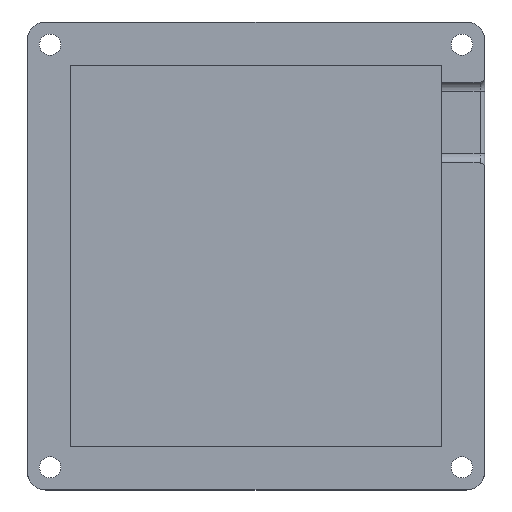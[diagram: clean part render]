
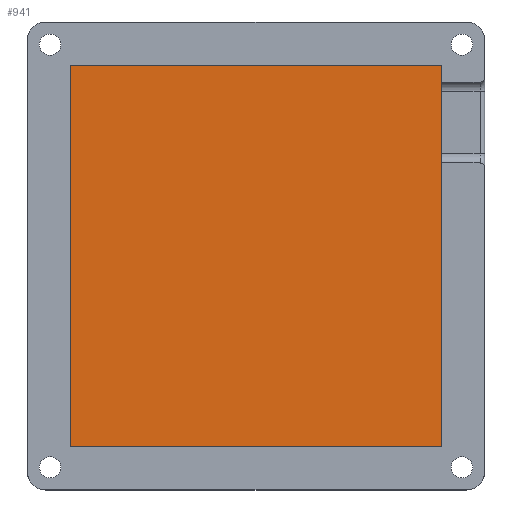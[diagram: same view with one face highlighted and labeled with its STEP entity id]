
A CAD part, top view. The second image highlights one B-rep face of the part: STEP entity #941.
In plain terms, the highlighted planar face has unit normal (0, 0, 1).
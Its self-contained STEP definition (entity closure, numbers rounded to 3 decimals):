
#152=CARTESIAN_POINT('',(-34.987,-43.448,3.));
#153=VERTEX_POINT('',#152);
#154=CARTESIAN_POINT('',(46.849,-43.448,3.));
#155=VERTEX_POINT('',#154);
#156=CARTESIAN_POINT('',(-34.987,-43.448,3.));
#157=DIRECTION('',(1.,0.,-0.));
#158=VECTOR('',#157,81.836);
#159=LINE('',#156,#158);
#160=EDGE_CURVE('',#153,#155,#159,.T.);
#192=CARTESIAN_POINT('',(46.849,40.737,3.));
#193=VERTEX_POINT('',#192);
#194=CARTESIAN_POINT('',(46.849,-43.448,3.));
#195=DIRECTION('',(0.,1.,0.));
#196=VECTOR('',#195,84.185);
#197=LINE('',#194,#196);
#198=EDGE_CURVE('',#155,#193,#197,.T.);
#273=CARTESIAN_POINT('',(-34.987,40.737,3.));
#274=VERTEX_POINT('',#273);
#275=CARTESIAN_POINT('',(46.849,40.737,3.));
#276=DIRECTION('',(-1.,-0.,0.));
#277=VECTOR('',#276,81.836);
#278=LINE('',#275,#277);
#279=EDGE_CURVE('',#193,#274,#278,.T.);
#304=CARTESIAN_POINT('',(-34.987,40.737,3.));
#305=DIRECTION('',(-0.,-1.,-0.));
#306=VECTOR('',#305,84.185);
#307=LINE('',#304,#306);
#308=EDGE_CURVE('',#274,#153,#307,.T.);
#930=CARTESIAN_POINT('',(5.931,-1.355,3.));
#931=DIRECTION('',(0.,0.,1.));
#932=DIRECTION('',(1.,0.,0.));
#933=AXIS2_PLACEMENT_3D('',#930,#931,#932);
#934=PLANE('',#933);
#935=ORIENTED_EDGE('',*,*,#160,.T.);
#936=ORIENTED_EDGE('',*,*,#198,.T.);
#937=ORIENTED_EDGE('',*,*,#279,.T.);
#938=ORIENTED_EDGE('',*,*,#308,.T.);
#939=EDGE_LOOP('',(#935,#936,#937,#938));
#940=FACE_BOUND('',#939,.T.);
#941=ADVANCED_FACE('',(#940),#934,.T.);
